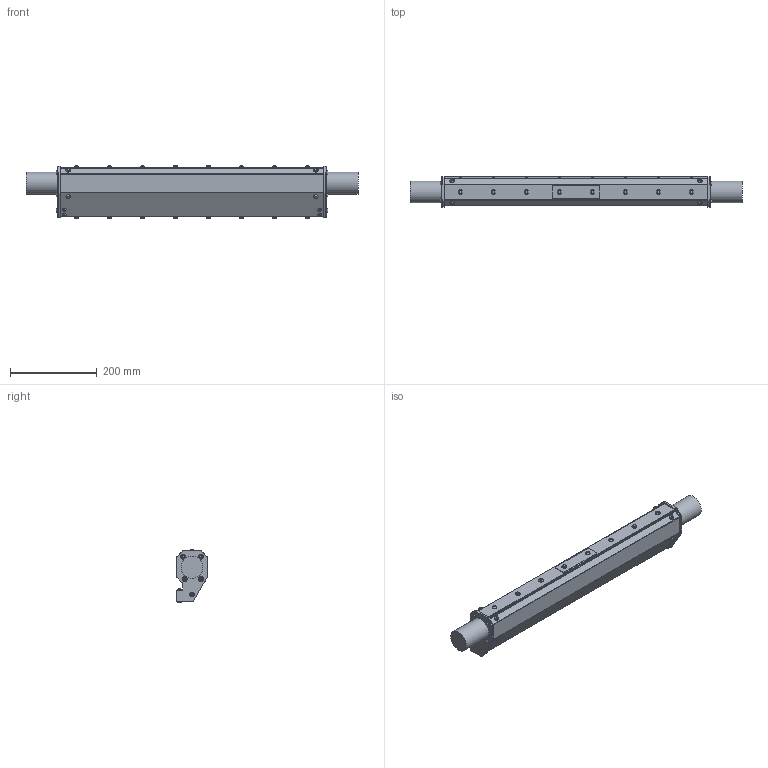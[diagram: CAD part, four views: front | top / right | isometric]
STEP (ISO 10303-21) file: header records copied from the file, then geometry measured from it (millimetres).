
FILE_DESCRIPTION(/* description */ (''),/* implementation_level */ '2;1');
FILE_NAME(/* name */ 'MA2Bxxxxxx024 DUMMY.stp',/* time_stamp */ '2018-02-13T13:47:14-05:00',/* author */ ('James'),/* organization */ (''),/* preprocessor_version */ 'ST-DEVELOPER v16.5',/* originating_system */ 'Autodesk Inventor 2017',/* authorisation */ '');
FILE_SCHEMA (('AUTOMOTIVE_DESIGN { 1 0 10303 214 3 1 1 }'));
Products named in the file (1): MA2Bxxxxxx024 DUMMY
Bounding box: 766.78 x 71.12 x 122.73 mm (x, y, z)
Volume: 3911059.1 mm3; surface area: 256887.7 mm2
Topology: 1 solids, 1 shells, 631 faces, 1407 edges, 909 vertices
Faces by surface type: plane 272, cylinder 153, cone 152, sphere 30, bspline 16, torus 8
Full cylindrical faces by diameter (mm): 7.6 x4, 9 x20, 9.5 x18, 10.5 x8, 11 x26, 50.8 x2
Entity records: 34963 total; most frequent: CARTESIAN_POINT 21848, DIRECTION 2638, ORIENTED_EDGE 2520, EDGE_CURVE 1260, AXIS2_PLACEMENT_3D 1118, EDGE_LOOP 856, VERTEX_POINT 856, FACE_OUTER_BOUND 631
